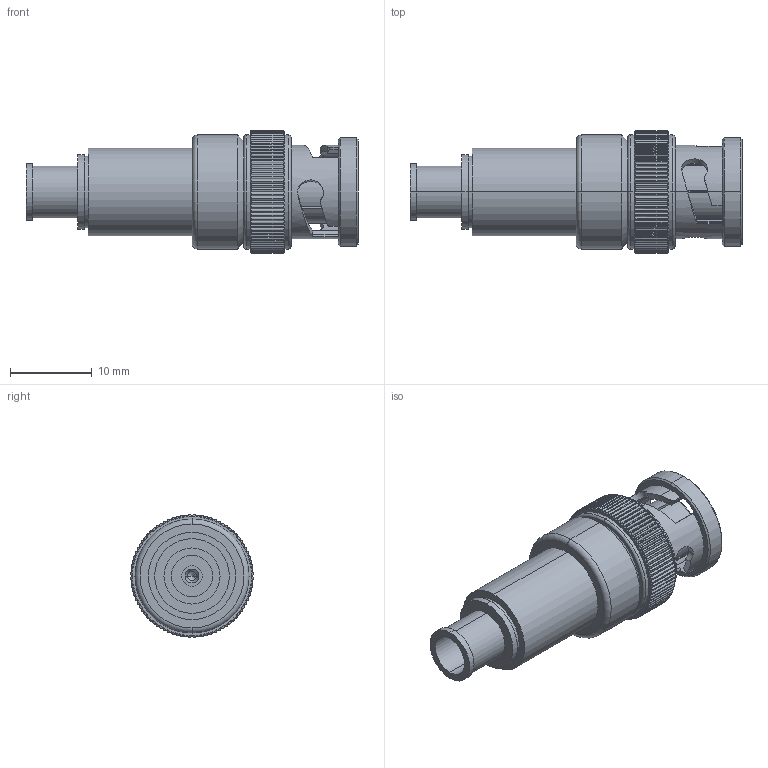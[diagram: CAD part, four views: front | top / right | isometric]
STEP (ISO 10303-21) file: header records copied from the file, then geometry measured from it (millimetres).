
FILE_DESCRIPTION (( 'STEP AP214' ), '1' );
FILE_NAME ('FMCN10-06031-303_3D.step', '2023-03-17T12:52:15', ( '' ), ( '' ), 'SwSTEP 2.0', 'SolidWorks 2022', '' );
FILE_SCHEMA (( 'AUTOMOTIVE_DESIGN' ));
Length unit declared in the file: inch
Products named in the file (3): 10-06031-303-MA1; 10-06031-303-MA3; FMCN10-06031-303_3D
Assembly tree (2 placements, depth 2):
  FMCN10-06031-303_3D
    10-06031-303-MA1
    10-06031-303-MA3
Bounding box: 40.64 x 14.98 x 14.98 mm (x, y, z)
Volume: 3433.2 mm3; surface area: 3252 mm2
Topology: 2 solids, 2 shells, 677 faces, 1951 edges, 1288 vertices
Faces by surface type: cylinder 375, torus 196, plane 69, cone 22, bspline 15
Entity records: 25764 total; most frequent: CARTESIAN_POINT 7970, ORIENTED_EDGE 3898, DIRECTION 3658, EDGE_CURVE 1949, AXIS2_PLACEMENT_3D 1575, VERTEX_POINT 1288, CIRCLE 908, EDGE_LOOP 699
